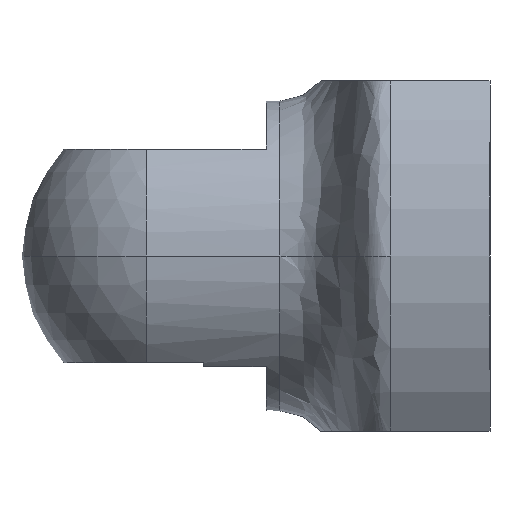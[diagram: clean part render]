
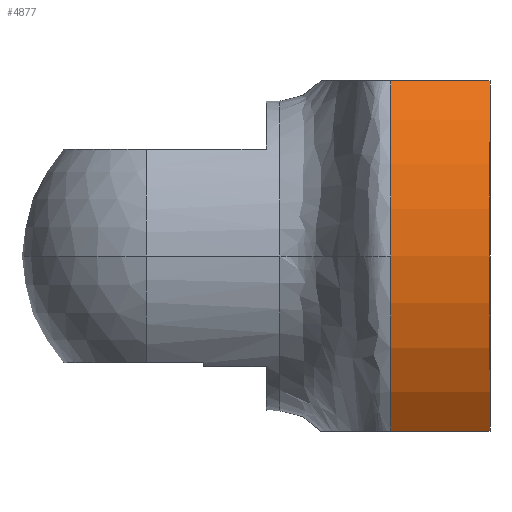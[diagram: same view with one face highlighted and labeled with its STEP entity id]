
A CAD part, left-side view. The second image highlights one B-rep face of the part: STEP entity #4877.
In plain terms, the highlighted cylindrical face has radius 78 mm (diameter 156 mm), a partial arc.
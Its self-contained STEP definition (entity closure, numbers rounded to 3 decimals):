
#236 = VERTEX_POINT ( 'NONE', #2526 ) ;
#323 = EDGE_LOOP ( 'NONE', ( #3495, #655, #3874, #3571, #4460 ) ) ;
#330 = CARTESIAN_POINT ( 'NONE',  ( -61.869, -57., 47.5 ) ) ;
#471 = DIRECTION ( 'NONE',  ( 0., -1., 0. ) ) ;
#527 = EDGE_CURVE ( 'NONE', #3400, #733, #3618, .T. ) ;
#583 = CARTESIAN_POINT ( 'NONE',  ( -61.869, -57., -47.5 ) ) ;
#627 = AXIS2_PLACEMENT_3D ( 'NONE', #2809, #2391, #1468 ) ;
#655 = ORIENTED_EDGE ( 'NONE', *, *, #527, .T. ) ;
#726 = DIRECTION ( 'NONE',  ( 0., -1., 0. ) ) ;
#733 = VERTEX_POINT ( 'NONE', #3451 ) ;
#866 = CYLINDRICAL_SURFACE ( 'NONE', #3828, 78. ) ;
#1001 = CARTESIAN_POINT ( 'NONE',  ( -61.869, -57., -47.5 ) ) ;
#1026 = DIRECTION ( 'NONE',  ( 0., 1., 0. ) ) ;
#1468 = DIRECTION ( 'NONE',  ( 1., 0., 0. ) ) ;
#1642 = CARTESIAN_POINT ( 'NONE',  ( 0., -30., 0. ) ) ;
#1907 = LINE ( 'NONE', #1001, #4800 ) ;
#2183 = FACE_OUTER_BOUND ( 'NONE', #323, .T. ) ;
#2391 = DIRECTION ( 'NONE',  ( 0., -1., 0. ) ) ;
#2526 = CARTESIAN_POINT ( 'NONE',  ( -78., -30., 0. ) ) ;
#2541 = DIRECTION ( 'NONE',  ( 1., 0., 0. ) ) ;
#2788 = VERTEX_POINT ( 'NONE', #583 ) ;
#2809 = CARTESIAN_POINT ( 'NONE',  ( 0., -30., 0. ) ) ;
#3014 = CIRCLE ( 'NONE', #627, 78. ) ;
#3018 = DIRECTION ( 'NONE',  ( 0., -1., 0. ) ) ;
#3091 = EDGE_CURVE ( 'NONE', #3400, #2788, #4978, .T. ) ;
#3096 = CARTESIAN_POINT ( 'NONE',  ( -61.869, -30., -47.5 ) ) ;
#3311 = EDGE_CURVE ( 'NONE', #236, #5385, #3014, .T. ) ;
#3336 = DIRECTION ( 'NONE',  ( 1., 0., 0. ) ) ;
#3384 = AXIS2_PLACEMENT_3D ( 'NONE', #1642, #726, #3336 ) ;
#3400 = VERTEX_POINT ( 'NONE', #5435 ) ;
#3451 = CARTESIAN_POINT ( 'NONE',  ( -61.869, -30., 47.5 ) ) ;
#3469 = CARTESIAN_POINT ( 'NONE',  ( 0., 0., 0. ) ) ;
#3495 = ORIENTED_EDGE ( 'NONE', *, *, #3091, .F. ) ;
#3571 = ORIENTED_EDGE ( 'NONE', *, *, #3311, .T. ) ;
#3618 = LINE ( 'NONE', #330, #5117 ) ;
#3828 = AXIS2_PLACEMENT_3D ( 'NONE', #3469, #3018, #5113 ) ;
#3874 = ORIENTED_EDGE ( 'NONE', *, *, #4780, .T. ) ;
#4083 = CIRCLE ( 'NONE', #3384, 78. ) ;
#4132 = DIRECTION ( 'NONE',  ( 0., 1., 0. ) ) ;
#4460 = ORIENTED_EDGE ( 'NONE', *, *, #4954, .F. ) ;
#4716 = CARTESIAN_POINT ( 'NONE',  ( 0., -57., 0. ) ) ;
#4780 = EDGE_CURVE ( 'NONE', #733, #236, #4083, .T. ) ;
#4800 = VECTOR ( 'NONE', #1026, 1000. ) ;
#4877 = ADVANCED_FACE ( 'NONE', ( #2183 ), #866, .T. ) ;
#4954 = EDGE_CURVE ( 'NONE', #2788, #5385, #1907, .T. ) ;
#4978 = CIRCLE ( 'NONE', #5149, 78. ) ;
#5113 = DIRECTION ( 'NONE',  ( 1., 0., 0. ) ) ;
#5117 = VECTOR ( 'NONE', #4132, 1000. ) ;
#5149 = AXIS2_PLACEMENT_3D ( 'NONE', #4716, #471, #2541 ) ;
#5385 = VERTEX_POINT ( 'NONE', #3096 ) ;
#5435 = CARTESIAN_POINT ( 'NONE',  ( -61.869, -57., 47.5 ) ) ;
